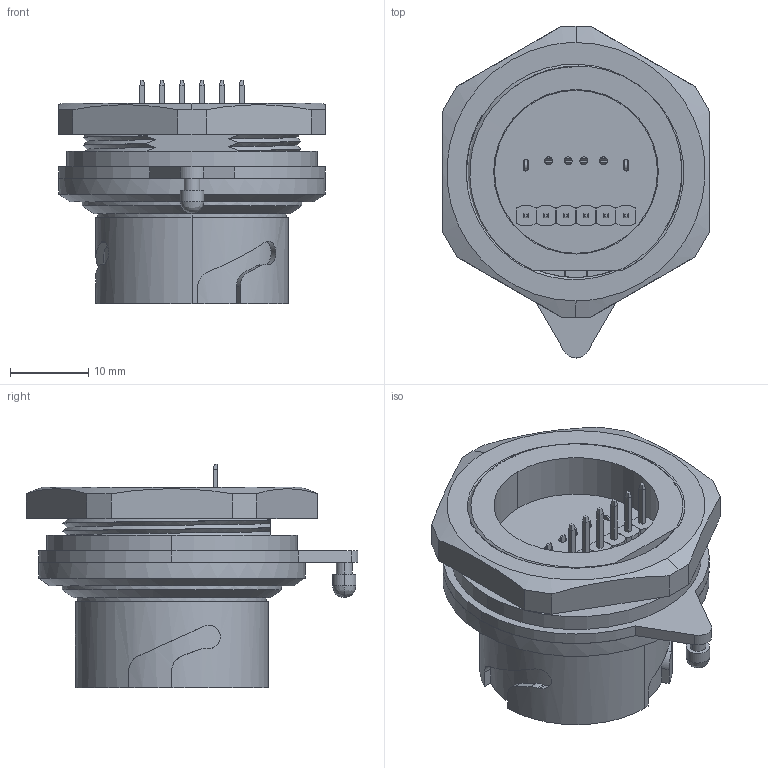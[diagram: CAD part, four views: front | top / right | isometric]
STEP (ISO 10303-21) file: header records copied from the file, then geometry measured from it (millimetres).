
FILE_DESCRIPTION (( 'STEP AP214' ), '1' );
FILE_NAME ('690-W04-260-014.STEP', '2021-04-12T17:53:39', ( '' ), ( '' ), 'SwSTEP 2.0', 'SolidWorks 2020', '' );
FILE_SCHEMA (( 'AUTOMOTIVE_DESIGN' ));
Length unit declared in the file: millimetre
Products named in the file (11): USB ASSY 690-W04-X60-014; NUT 690-W04-X60-014; USB SHELL 690-W04-X60-014; PIN CONTACT 690-W04-X60-014; O-RING 690-W04-X60-014; 690-W04-260-014; USB CONTACTS 690-W04-X60-014; USB HOUSING; HOUSING 690-W04-X60-014; WASHER 690-W04-X60-014; PCB 690-W04-X60-014
Assembly tree (15 placements, depth 3):
  690-W04-260-014
    USB ASSY 690-W04-X60-014
      USB HOUSING
      USB CONTACTS 690-W04-X60-014
      USB SHELL 690-W04-X60-014
    PCB 690-W04-X60-014
    HOUSING 690-W04-X60-014
    PIN CONTACT 690-W04-X60-014  x6
    O-RING 690-W04-X60-014
    WASHER 690-W04-X60-014
    NUT 690-W04-X60-014
Bounding box: 34 x 42.35 x 28.54 mm (x, y, z)
Volume: 10033.7 mm3; surface area: 13161.6 mm2
Topology: 23 solids, 23 shells, 1045 faces, 2858 edges, 1866 vertices
Faces by surface type: plane 734, cylinder 252, bspline 41, cone 18
Entity records: 40468 total; most frequent: CARTESIAN_POINT 17667, ORIENTED_EDGE 4948, DIRECTION 4195, EDGE_CURVE 2474, LINE 1725, VECTOR 1725, VERTEX_POINT 1626, AXIS2_PLACEMENT_3D 1235
